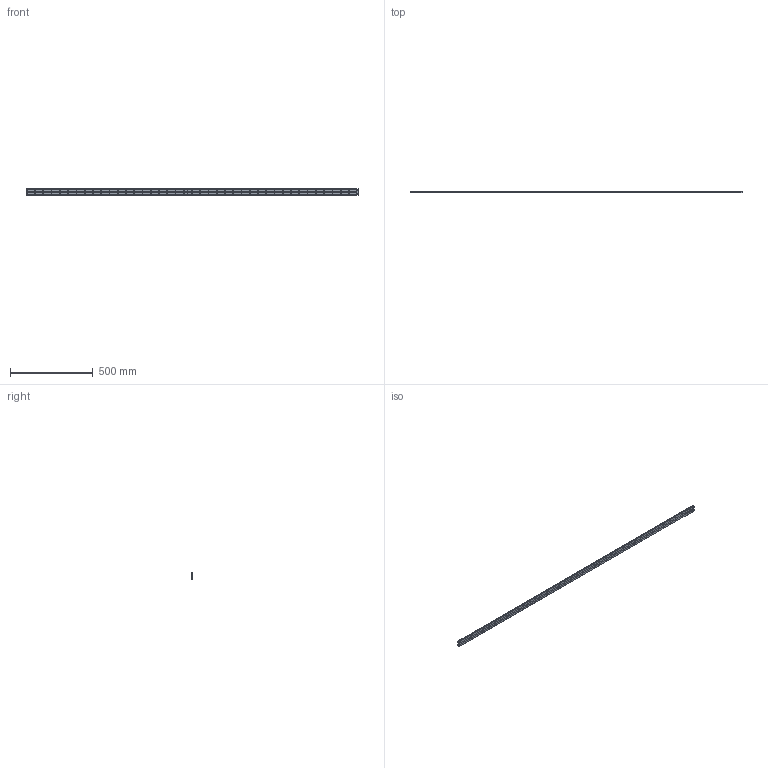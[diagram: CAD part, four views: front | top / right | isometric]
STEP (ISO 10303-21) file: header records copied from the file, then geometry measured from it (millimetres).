
FILE_DESCRIPTION (( 'STEP AP214' ), '1' );
FILE_NAME ('HRW21CA1UU-2010LT_G5_0_B-M6F_975-6_0_0_0_1.STEP', '2021-07-02T12:11:00', ( '' ), ( '' ), 'SwSTEP 2.0', 'SolidWorks 2021', '' );
FILE_SCHEMA (( 'AUTOMOTIVE_DESIGN' ));
Length unit declared in the file: millimetre
Products named in the file (2): _HRW21CA20105 Track; HRW21CA1UU-2010LT_G5_0_B-M6F_975-6_0_0_0_1
Assembly tree (1 placements, depth 2):
  HRW21CA1UU-2010LT_G5_0_B-M6F_975-6_0_0_0_1
    _HRW21CA20105 Track
Bounding box: 2010 x 11 x 37 mm (x, y, z)
Volume: 725340.6 mm3; surface area: 214847.4 mm2
Topology: 1 solids, 1 shells, 468 faces, 1152 edges, 768 vertices
Faces by surface type: cylinder 332, plane 136
Entity records: 14574 total; most frequent: DIRECTION 2760, CARTESIAN_POINT 2392, ORIENTED_EDGE 2304, EDGE_CURVE 1152, AXIS2_PLACEMENT_3D 1136, VERTEX_POINT 768, EDGE_LOOP 714, CIRCLE 664
